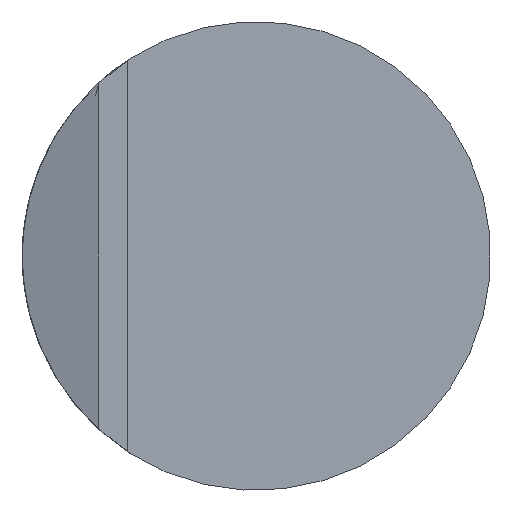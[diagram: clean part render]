
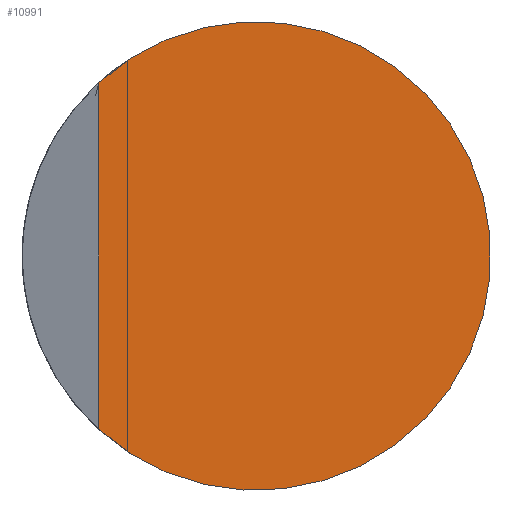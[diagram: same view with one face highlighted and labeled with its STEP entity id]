
A CAD part, left-side view. The second image highlights one B-rep face of the part: STEP entity #10991.
In plain terms, the highlighted planar face has unit normal (-1, 0, 0).
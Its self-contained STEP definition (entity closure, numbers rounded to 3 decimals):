
#21=PLANE('',#12283);
#786=CIRCLE('',#12025,12.5);
#1297=LINE('',#18671,#2315);
#2315=VECTOR('',#14589,1000.);
#3846=ORIENTED_EDGE('',*,*,#6905,.F.);
#3847=ORIENTED_EDGE('',*,*,#6393,.F.);
#6393=EDGE_CURVE('',#7922,#7923,#786,.T.);
#6905=EDGE_CURVE('',#7923,#7922,#1297,.T.);
#7922=VERTEX_POINT('',#17645);
#7923=VERTEX_POINT('',#17646);
#9201=EDGE_LOOP('',(#3846,#3847));
#10223=FACE_BOUND('',#9201,.T.);
#10991=ADVANCED_FACE('',(#10223),#21,.F.);
#12025=AXIS2_PLACEMENT_3D('',#17647,#13816,#13817);
#12283=AXIS2_PLACEMENT_3D('',#18670,#14587,#14588);
#13816=DIRECTION('',(1.,0.,0.));
#13817=DIRECTION('',(0.,0.,-1.));
#14587=DIRECTION('',(1.,0.,0.));
#14588=DIRECTION('',(0.,0.,-1.));
#14589=DIRECTION('',(0.,0.,1.));
#17645=CARTESIAN_POINT('',(0.,8.411,9.247));
#17646=CARTESIAN_POINT('',(0.,8.411,-9.247));
#17647=CARTESIAN_POINT('',(0.,0.,0.));
#18670=CARTESIAN_POINT('',(0.,0.,0.));
#18671=CARTESIAN_POINT('',(0.,8.411,0.));
